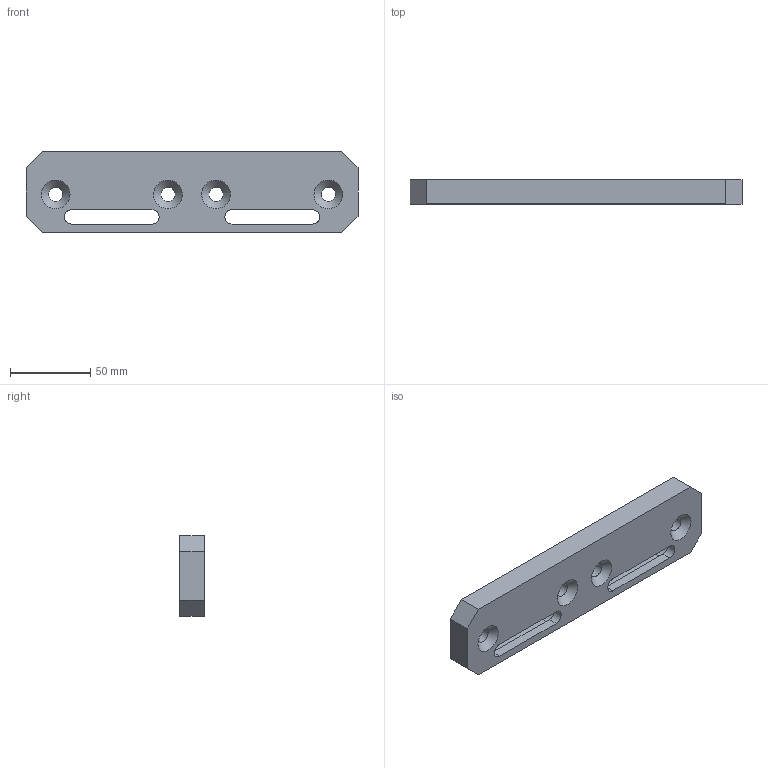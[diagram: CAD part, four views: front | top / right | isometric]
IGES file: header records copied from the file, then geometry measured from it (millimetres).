
Global section: file name: SV3200N; native system: Autodesk Inventor 2015; preprocessor: unknown; author: C. Hanke; date: 20151128.112449; units: millimetre
Bounding box: 207 x 15 x 50 mm (x, y, z)
Volume: 124080.8 mm3; surface area: 30789.8 mm2
Topology: 1 solids, 1 shells, 36 faces, 100 edges, 68 vertices
Faces by surface type: bspline 36
